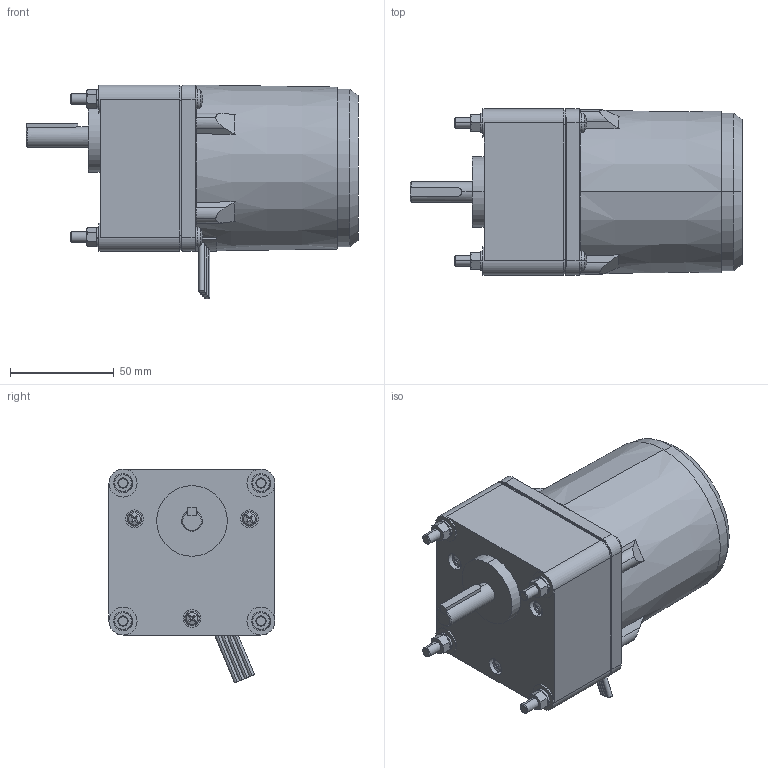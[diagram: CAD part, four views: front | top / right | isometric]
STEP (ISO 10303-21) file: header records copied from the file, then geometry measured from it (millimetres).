
FILE_DESCRIPTION(('starvars output'),'2;1');
FILE_NAME('8bp25-180.stp','11:42:27 2014/09/12',( 'Thomas Industrial Network Germany GmbH'),( 'Thomas Industrial Network Germany GmbH'),'unknown preprocess','ACIS' ,'unknown authorization');
FILE_SCHEMA(('AUTOMOTIVE_DESIGN_CC2 {UNKNOWN IMPLEMENTATION LEVEL}'));
Length unit declared in the file: millimetre
Products named in the file (1): PRODUCT_ID_38
Bounding box: 160 x 80 x 103.08 mm (x, y, z)
Volume: 684943.1 mm3; surface area: 51922.4 mm2
Topology: 1 solids, 5 shells, 448 faces, 1091 edges, 678 vertices
Faces by surface type: plane 209, cylinder 119, cone 92, bspline 14, torus 14
Entity records: 15304 total; most frequent: CARTESIAN_POINT 2951, ORIENTED_EDGE 2182, DIRECTION 1370, EDGE_CURVE 1091, VERTEX_POINT 678, EDGE_LOOP 489, FACE_BOUND 489, AXIS2_PLACEMENT_3D 466
